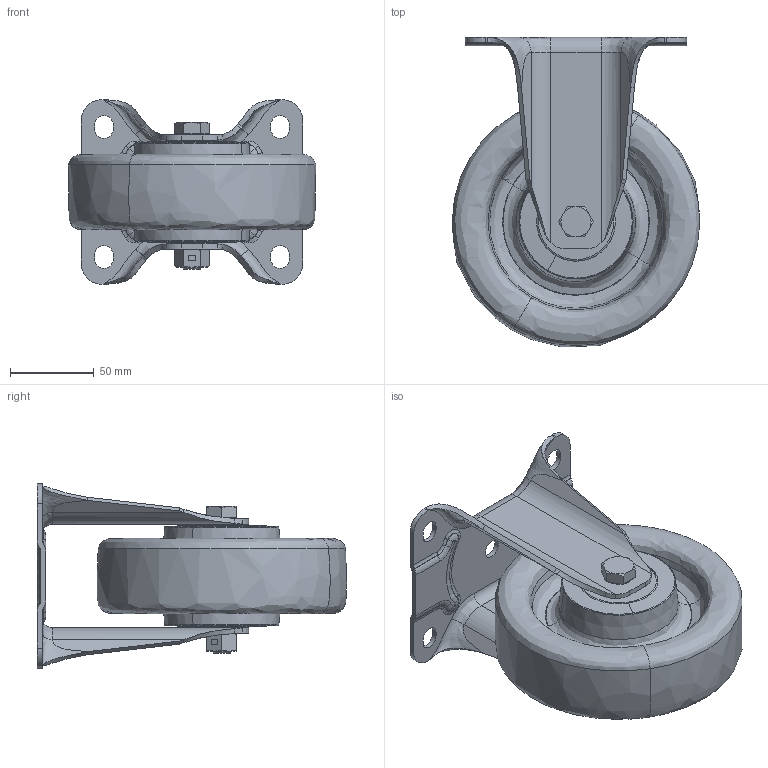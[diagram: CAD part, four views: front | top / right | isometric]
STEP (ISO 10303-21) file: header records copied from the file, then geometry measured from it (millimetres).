
FILE_DESCRIPTION (( 'STEP AP214' ), '1' );
FILE_NAME ('0055859.step', '2023-08-24T09:52:15', ( '' ), ( '' ), 'SwSTEP 2.0', 'SolidWorks 2020', '' );
FILE_SCHEMA (( 'AUTOMOTIVE_DESIGN' ));
Length unit declared in the file: millimetre
Products named in the file (1): 0055859
Bounding box: 147.56 x 184.4 x 110 mm (x, y, z)
Volume: 726614.3 mm3; surface area: 210624.9 mm2
Topology: 9 solids, 9 shells, 472 faces, 1139 edges, 695 vertices
Faces by surface type: bspline 182, plane 130, cylinder 90, cone 52, torus 18
Entity records: 33413 total; most frequent: CARTESIAN_POINT 18253, ORIENTED_EDGE 2278, DIRECTION 1760, EDGE_CURVE 1139, VERTEX_POINT 695, AXIS2_PLACEMENT_3D 686, EDGE_LOOP 510, UNCERTAINTY_MEASURE_WITH_UNIT 483
